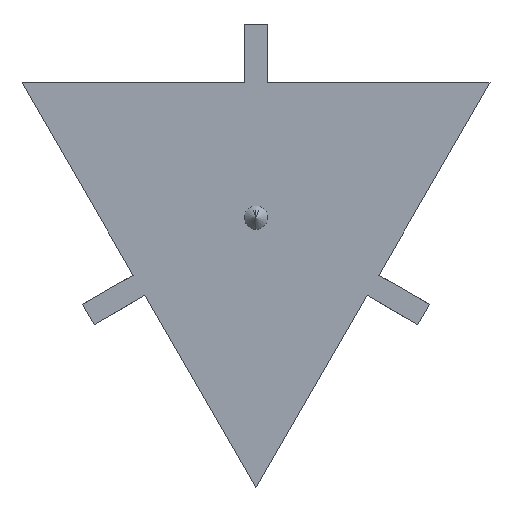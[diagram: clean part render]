
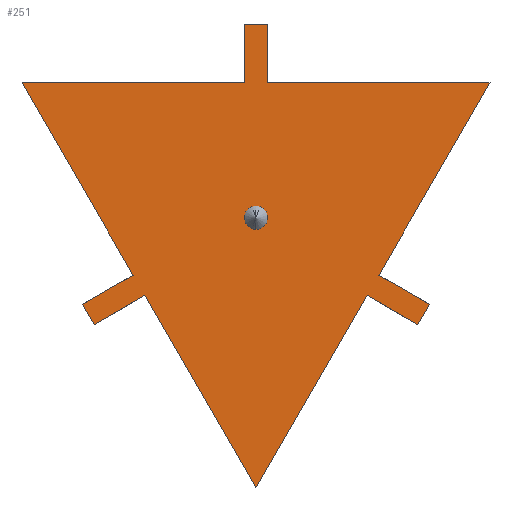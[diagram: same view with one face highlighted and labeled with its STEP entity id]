
A CAD part, front view. The second image highlights one B-rep face of the part: STEP entity #251.
In plain terms, the highlighted planar face has unit normal (0, -1, 0).
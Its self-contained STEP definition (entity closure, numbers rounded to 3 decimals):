
#3 = EDGE_CURVE ( 'NONE', #855, #821, #190, .T. ) ;
#13 = DIRECTION ( 'NONE',  ( -0.5, 0., -0.866 ) ) ;
#20 = ORIENTED_EDGE ( 'NONE', *, *, #513, .F. ) ;
#42 = ORIENTED_EDGE ( 'NONE', *, *, #3, .F. ) ;
#44 = VERTEX_POINT ( 'NONE', #623 ) ;
#45 = CARTESIAN_POINT ( 'NONE',  ( 154.53, 0., -6.366 ) ) ;
#53 = VERTEX_POINT ( 'NONE', #366 ) ;
#58 = VECTOR ( 'NONE', #147, 1000. ) ;
#60 = VERTEX_POINT ( 'NONE', #507 ) ;
#61 = CARTESIAN_POINT ( 'NONE',  ( 107.03, 0., -88.638 ) ) ;
#64 = CARTESIAN_POINT ( 'NONE',  ( -14.621, 0., -109.798 ) ) ;
#71 = VECTOR ( 'NONE', #315, 1000. ) ;
#83 = CARTESIAN_POINT ( 'NONE',  ( 54.53, 0., -69.101 ) ) ;
#86 = VECTOR ( 'NONE', #13, 1000. ) ;
#95 = EDGE_LOOP ( 'NONE', ( #20, #514 ) ) ;
#100 = AXIS2_PLACEMENT_3D ( 'NONE', #127, #723, #186 ) ;
#110 = DIRECTION ( 'NONE',  ( -0.866, 0., -0.5 ) ) ;
#112 = ORIENTED_EDGE ( 'NONE', *, *, #791, .F. ) ;
#115 = LINE ( 'NONE', #375, #71 ) ;
#116 = EDGE_CURVE ( 'NONE', #60, #241, #423, .T. ) ;
#120 = VERTEX_POINT ( 'NONE', #420 ) ;
#126 = ORIENTED_EDGE ( 'NONE', *, *, #226, .F. ) ;
#127 = CARTESIAN_POINT ( 'NONE',  ( 54.53, 0., -64.101 ) ) ;
#128 = LINE ( 'NONE', #586, #401 ) ;
#131 = AXIS2_PLACEMENT_3D ( 'NONE', #724, #244, #713 ) ;
#134 = LINE ( 'NONE', #460, #279 ) ;
#136 = DIRECTION ( 'NONE',  ( 0.866, 0., 0.5 ) ) ;
#139 = CARTESIAN_POINT ( 'NONE',  ( 54.53, 0., -179.571 ) ) ;
#147 = DIRECTION ( 'NONE',  ( -0.866, 0., 0.5 ) ) ;
#155 = DIRECTION ( 'NONE',  ( -0.5, 0., 0.866 ) ) ;
#157 = DIRECTION ( 'NONE',  ( -0.5, 0., 0.866 ) ) ;
#160 = VERTEX_POINT ( 'NONE', #61 ) ;
#174 = CARTESIAN_POINT ( 'NONE',  ( 7.03, 0., -97.298 ) ) ;
#175 = CARTESIAN_POINT ( 'NONE',  ( 7.03, 0., -97.298 ) ) ;
#179 = FACE_BOUND ( 'NONE', #95, .T. ) ;
#186 = DIRECTION ( 'NONE',  ( 0., 0., 1. ) ) ;
#187 = CARTESIAN_POINT ( 'NONE',  ( 59.53, 0., 18.634 ) ) ;
#190 = LINE ( 'NONE', #64, #615 ) ;
#196 = CARTESIAN_POINT ( 'NONE',  ( 49.53, 0., 18.634 ) ) ;
#200 = VECTOR ( 'NONE', #136, 1000. ) ;
#212 = LINE ( 'NONE', #282, #58 ) ;
#226 = EDGE_CURVE ( 'NONE', #802, #855, #869, .T. ) ;
#241 = VERTEX_POINT ( 'NONE', #597 ) ;
#244 = DIRECTION ( 'NONE',  ( 0., 1., 0. ) ) ;
#245 = ORIENTED_EDGE ( 'NONE', *, *, #574, .F. ) ;
#247 = CARTESIAN_POINT ( 'NONE',  ( -14.621, 0., -109.798 ) ) ;
#251 = ADVANCED_FACE ( 'NONE', ( #179, #528 ), #511, .F. ) ;
#257 = EDGE_CURVE ( 'NONE', #44, #758, #115, .T. ) ;
#268 = LINE ( 'NONE', #738, #200 ) ;
#272 = EDGE_CURVE ( 'NONE', #120, #584, #128, .T. ) ;
#276 = DIRECTION ( 'NONE',  ( 1., 0., 0. ) ) ;
#279 = VECTOR ( 'NONE', #395, 1000. ) ;
#282 = CARTESIAN_POINT ( 'NONE',  ( 102.03, 0., -97.298 ) ) ;
#284 = CARTESIAN_POINT ( 'NONE',  ( 49.53, 0., -6.366 ) ) ;
#286 = CARTESIAN_POINT ( 'NONE',  ( 49.53, 0., -6.366 ) ) ;
#289 = VECTOR ( 'NONE', #276, 1000. ) ;
#291 = DIRECTION ( 'NONE',  ( 0., 0., -1. ) ) ;
#295 = CARTESIAN_POINT ( 'NONE',  ( -19.621, 0., -101.138 ) ) ;
#303 = VERTEX_POINT ( 'NONE', #187 ) ;
#315 = DIRECTION ( 'NONE',  ( 1., 0., 0. ) ) ;
#319 = DIRECTION ( 'NONE',  ( -0.5, 0., 0.866 ) ) ;
#328 = EDGE_CURVE ( 'NONE', #241, #637, #811, .T. ) ;
#331 = CARTESIAN_POINT ( 'NONE',  ( -45.47, 0., -6.366 ) ) ;
#343 = LINE ( 'NONE', #613, #86 ) ;
#350 = VERTEX_POINT ( 'NONE', #600 ) ;
#359 = VECTOR ( 'NONE', #851, 1000. ) ;
#360 = VERTEX_POINT ( 'NONE', #744 ) ;
#366 = CARTESIAN_POINT ( 'NONE',  ( 123.681, 0., -109.798 ) ) ;
#367 = VERTEX_POINT ( 'NONE', #196 ) ;
#375 = CARTESIAN_POINT ( 'NONE',  ( 59.53, 0., -6.366 ) ) ;
#377 = EDGE_CURVE ( 'NONE', #360, #53, #134, .T. ) ;
#381 = EDGE_CURVE ( 'NONE', #821, #60, #268, .T. ) ;
#390 = EDGE_CURVE ( 'NONE', #367, #303, #405, .T. ) ;
#394 = ORIENTED_EDGE ( 'NONE', *, *, #381, .F. ) ;
#395 = DIRECTION ( 'NONE',  ( -0.5, 0., -0.866 ) ) ;
#398 = DIRECTION ( 'NONE',  ( 1., 0., 0. ) ) ;
#401 = VECTOR ( 'NONE', #852, 1000. ) ;
#404 = LINE ( 'NONE', #286, #860 ) ;
#405 = LINE ( 'NONE', #677, #289 ) ;
#410 = ORIENTED_EDGE ( 'NONE', *, *, #729, .F. ) ;
#420 = CARTESIAN_POINT ( 'NONE',  ( 102.03, 0., -97.298 ) ) ;
#423 = LINE ( 'NONE', #562, #462 ) ;
#429 = VERTEX_POINT ( 'NONE', #83 ) ;
#438 = LINE ( 'NONE', #712, #664 ) ;
#460 = CARTESIAN_POINT ( 'NONE',  ( 123.681, 0., -109.798 ) ) ;
#462 = VECTOR ( 'NONE', #155, 1000. ) ;
#473 = DIRECTION ( 'NONE',  ( 0., 0., 1. ) ) ;
#490 = ORIENTED_EDGE ( 'NONE', *, *, #272, .F. ) ;
#503 = VECTOR ( 'NONE', #398, 1000. ) ;
#506 = LINE ( 'NONE', #638, #833 ) ;
#507 = CARTESIAN_POINT ( 'NONE',  ( 2.03, 0., -88.638 ) ) ;
#511 = PLANE ( 'NONE',  #131 ) ;
#513 = EDGE_CURVE ( 'NONE', #429, #350, #773, .T. ) ;
#514 = ORIENTED_EDGE ( 'NONE', *, *, #854, .F. ) ;
#517 = AXIS2_PLACEMENT_3D ( 'NONE', #611, #867, #542 ) ;
#528 = FACE_OUTER_BOUND ( 'NONE', #722, .T. ) ;
#534 = EDGE_CURVE ( 'NONE', #53, #120, #212, .T. ) ;
#542 = DIRECTION ( 'NONE',  ( 0., 0., 1. ) ) ;
#562 = CARTESIAN_POINT ( 'NONE',  ( 2.03, 0., -88.638 ) ) ;
#574 = EDGE_CURVE ( 'NONE', #637, #367, #404, .T. ) ;
#584 = VERTEX_POINT ( 'NONE', #139 ) ;
#586 = CARTESIAN_POINT ( 'NONE',  ( 54.53, 0., -179.571 ) ) ;
#597 = CARTESIAN_POINT ( 'NONE',  ( -45.47, 0., -6.366 ) ) ;
#600 = CARTESIAN_POINT ( 'NONE',  ( 54.53, 0., -59.101 ) ) ;
#602 = ORIENTED_EDGE ( 'NONE', *, *, #257, .F. ) ;
#604 = CIRCLE ( 'NONE', #100, 5. ) ;
#611 = CARTESIAN_POINT ( 'NONE',  ( 54.53, 0., -64.101 ) ) ;
#613 = CARTESIAN_POINT ( 'NONE',  ( 107.03, 0., -88.638 ) ) ;
#615 = VECTOR ( 'NONE', #319, 1000. ) ;
#621 = ORIENTED_EDGE ( 'NONE', *, *, #377, .F. ) ;
#623 = CARTESIAN_POINT ( 'NONE',  ( 59.53, 0., -6.366 ) ) ;
#637 = VERTEX_POINT ( 'NONE', #284 ) ;
#638 = CARTESIAN_POINT ( 'NONE',  ( 54.53, 0., -179.571 ) ) ;
#641 = ORIENTED_EDGE ( 'NONE', *, *, #655, .F. ) ;
#655 = EDGE_CURVE ( 'NONE', #758, #160, #343, .T. ) ;
#664 = VECTOR ( 'NONE', #291, 1000. ) ;
#677 = CARTESIAN_POINT ( 'NONE',  ( 49.53, 0., 18.634 ) ) ;
#712 = CARTESIAN_POINT ( 'NONE',  ( 59.53, 0., 18.634 ) ) ;
#713 = DIRECTION ( 'NONE',  ( 0., 0., 1. ) ) ;
#718 = CARTESIAN_POINT ( 'NONE',  ( 128.681, 0., -101.138 ) ) ;
#722 = EDGE_LOOP ( 'NONE', ( #490, #796, #621, #752, #641, #602, #410, #837, #245, #824, #850, #394, #42, #126, #112 ) ) ;
#723 = DIRECTION ( 'NONE',  ( 0., -1., 0. ) ) ;
#724 = CARTESIAN_POINT ( 'NONE',  ( 0., 0., 0. ) ) ;
#729 = EDGE_CURVE ( 'NONE', #303, #44, #438, .T. ) ;
#730 = LINE ( 'NONE', #718, #359 ) ;
#738 = CARTESIAN_POINT ( 'NONE',  ( -19.621, 0., -101.138 ) ) ;
#744 = CARTESIAN_POINT ( 'NONE',  ( 128.681, 0., -101.138 ) ) ;
#752 = ORIENTED_EDGE ( 'NONE', *, *, #853, .F. ) ;
#758 = VERTEX_POINT ( 'NONE', #45 ) ;
#761 = VECTOR ( 'NONE', #110, 1000. ) ;
#773 = CIRCLE ( 'NONE', #517, 5. ) ;
#791 = EDGE_CURVE ( 'NONE', #584, #802, #506, .T. ) ;
#796 = ORIENTED_EDGE ( 'NONE', *, *, #534, .F. ) ;
#802 = VERTEX_POINT ( 'NONE', #174 ) ;
#811 = LINE ( 'NONE', #331, #503 ) ;
#821 = VERTEX_POINT ( 'NONE', #295 ) ;
#824 = ORIENTED_EDGE ( 'NONE', *, *, #328, .F. ) ;
#833 = VECTOR ( 'NONE', #157, 1000. ) ;
#837 = ORIENTED_EDGE ( 'NONE', *, *, #390, .F. ) ;
#850 = ORIENTED_EDGE ( 'NONE', *, *, #116, .F. ) ;
#851 = DIRECTION ( 'NONE',  ( 0.866, 0., -0.5 ) ) ;
#852 = DIRECTION ( 'NONE',  ( -0.5, 0., -0.866 ) ) ;
#853 = EDGE_CURVE ( 'NONE', #160, #360, #730, .T. ) ;
#854 = EDGE_CURVE ( 'NONE', #350, #429, #604, .T. ) ;
#855 = VERTEX_POINT ( 'NONE', #247 ) ;
#860 = VECTOR ( 'NONE', #473, 1000. ) ;
#867 = DIRECTION ( 'NONE',  ( 0., -1., 0. ) ) ;
#869 = LINE ( 'NONE', #175, #761 ) ;
